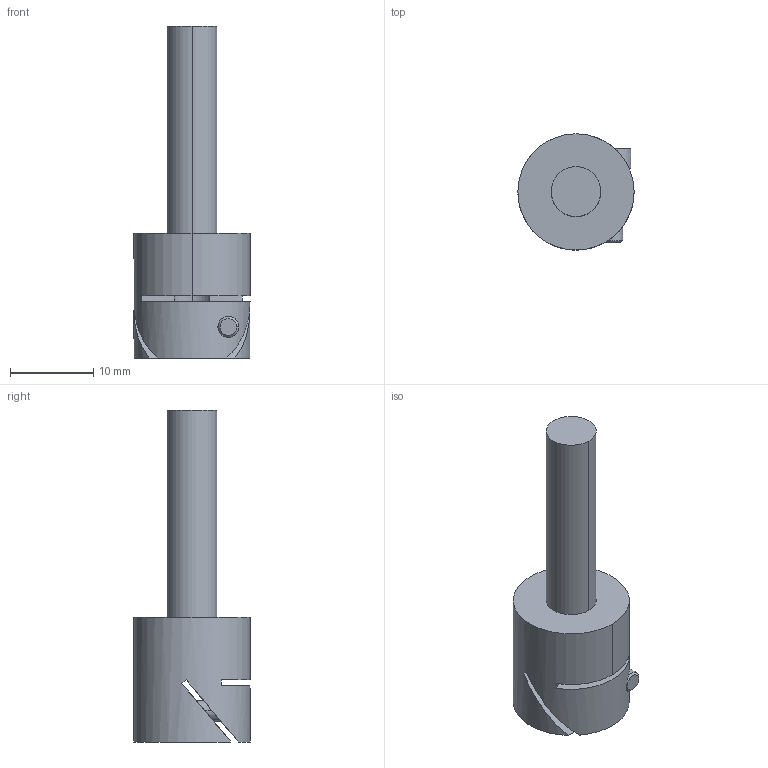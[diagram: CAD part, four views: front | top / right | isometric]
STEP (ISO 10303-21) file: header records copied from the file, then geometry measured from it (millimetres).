
FILE_DESCRIPTION((''),'2;1');
FILE_NAME('42304','2011-07-05T',('carefree'),(''),'PRO/ENGINEER BY PARAMETRIC TECHNOLOGY CORPORATION, 2005030','PRO/ENGINEER BY PARAMETRIC TECHNOLOGY CORPORATION, 2005030','');
FILE_SCHEMA(('CONFIG_CONTROL_DESIGN'));
Length unit declared in the file: millimetre
Products named in the file (1): 42304
Bounding box: 14 x 14 x 40 mm (x, y, z)
Volume: 2727.5 mm3; surface area: 1968.6 mm2
Topology: 1 solids, 2 shells, 50 faces, 122 edges, 77 vertices
Faces by surface type: plane 25, cylinder 17, cone 8
Entity records: 1816 total; most frequent: CARTESIAN_POINT 589, DIRECTION 250, ORIENTED_EDGE 240, EDGE_CURVE 120, AXIS2_PLACEMENT_3D 96, VERTEX_POINT 77, EDGE_LOOP 59, VECTOR 58
